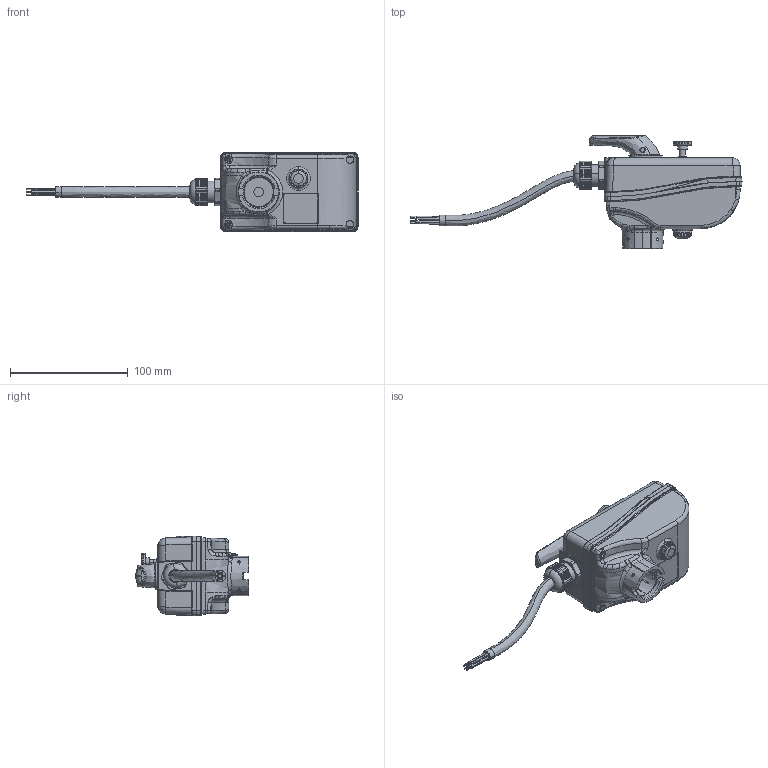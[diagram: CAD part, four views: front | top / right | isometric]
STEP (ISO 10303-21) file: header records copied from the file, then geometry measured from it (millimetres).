
FILE_DESCRIPTION(('CATIA V5 STEP Exchange','CAx-IF Rec.Pracs.--- Model Styling and Organization---1.5--- 2016-08-15','CAx-IF Rec.Pracs.---Supplemental Geometry---1.0---2011-11-01','CAx-IF Rec.Pracs.--- Composite Materials ---3.4---2017-06-13','CAx-IF Rec.Pracs.---Tessellated 3D Geometry---1.0---2015-12-17'),'2;1');
FILE_NAME('STEP_638002_-_TST.stp','2024-03-27T07:56:05+00:00',('none'),('none'),'CATIA Version 5-6 Release 2020 SP5','CATIA V5 STEP AP242 v2','none');
FILE_SCHEMA(('AP242_MANAGED_MODEL_BASED_3D_ENGINEERING_MIM_LF {1 0 10303 442 1 1 4}'));
Products named in the file (1): 638002 - TST
Bounding box: 282.36 x 96.18 x 68 mm (x, y, z)
Volume: 420752.8 mm3; surface area: 77543 mm2
Topology: 2 solids, 15 shells, 1644 faces, 4638 edges, 3004 vertices
Faces by surface type: plane 522, bspline 515, cylinder 281, torus 167, cone 104, sphere 55
Entity records: 80144 total; most frequent: CARTESIAN_POINT 46192, ORIENTED_EDGE 9166, EDGE_CURVE 4583, DIRECTION 3462, VERTEX_POINT 3004, B_SPLINE_CURVE_WITH_KNOTS 2074, EDGE_LOOP 1709, ADVANCED_FACE 1644
